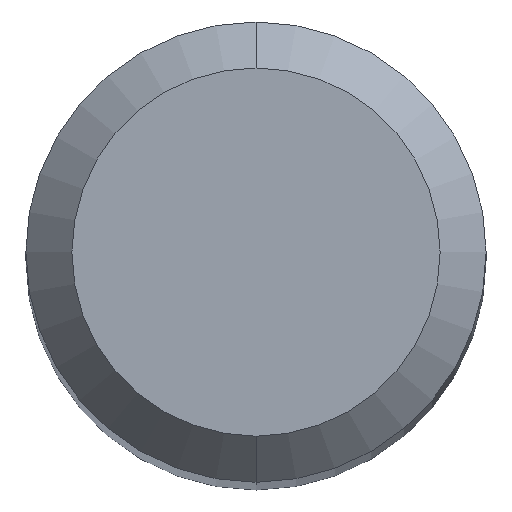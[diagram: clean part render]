
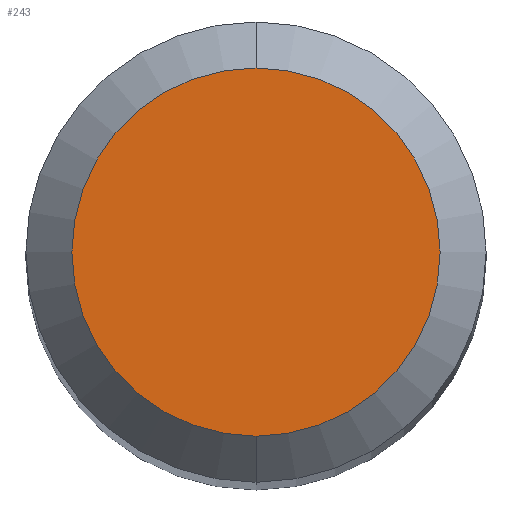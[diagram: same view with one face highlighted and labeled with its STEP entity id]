
A CAD part, top view. The second image highlights one B-rep face of the part: STEP entity #243.
In plain terms, the highlighted planar face has unit normal (0, 0, 1).
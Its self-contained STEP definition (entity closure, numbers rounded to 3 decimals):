
#243=ADVANCED_FACE('',(#557),#558,.T.);
#291=VERTEX_POINT('',#611);
#315=EDGE_CURVE('',#343,#291,#637,.T.);
#343=VERTEX_POINT('',#667);
#373=EDGE_CURVE('',#291,#343,#698,.T.);
#557=FACE_OUTER_BOUND('',#997,.T.);
#558=PLANE('',#998);
#611=CARTESIAN_POINT('',(0.,-1.2,0.0));
#637=CIRCLE('',#1151,1.2);
#667=CARTESIAN_POINT('',(0.0,1.2,0.0));
#698=CIRCLE('',#1259,1.2);
#997=EDGE_LOOP('',(#1534,#1535));
#998=AXIS2_PLACEMENT_3D('',#1536,#1537,#1538);
#1151=AXIS2_PLACEMENT_3D('',#1613,#1614,#1615);
#1259=AXIS2_PLACEMENT_3D('',#1666,#1667,#1668);
#1534=ORIENTED_EDGE('',*,*,#315,.F.);
#1535=ORIENTED_EDGE('',*,*,#373,.F.);
#1536=CARTESIAN_POINT('',(0.0,0.6,0.0));
#1537=DIRECTION('',(-0.0,0.0,1.0));
#1538=DIRECTION('',(0.0,-1.0,0.0));
#1613=CARTESIAN_POINT('',(0.0,0.0,0.0));
#1614=DIRECTION('',(0.0,0.0,-1.0));
#1615=DIRECTION('',(0.0,1.0,0.0));
#1666=CARTESIAN_POINT('',(0.0,0.0,0.0));
#1667=DIRECTION('',(0.0,0.0,-1.0));
#1668=DIRECTION('',(0.0,1.0,0.0));
